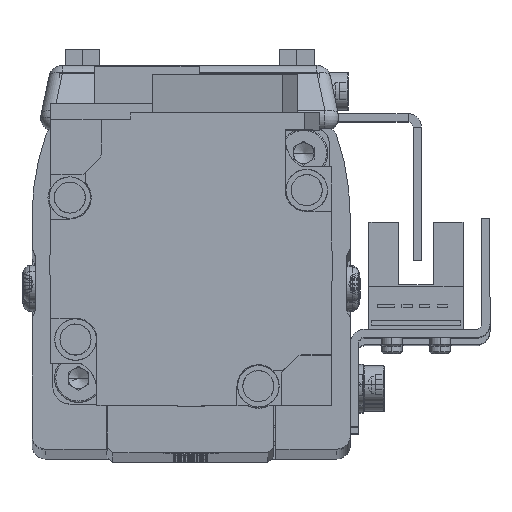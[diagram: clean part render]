
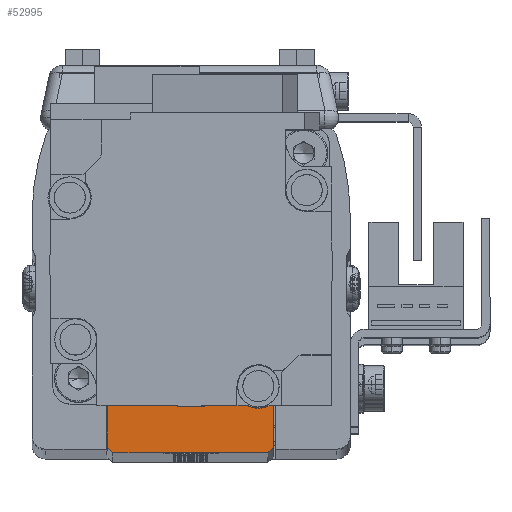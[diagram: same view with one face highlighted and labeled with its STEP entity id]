
A CAD part, top view. The second image highlights one B-rep face of the part: STEP entity #52995.
In plain terms, the highlighted planar face has unit normal (0, 0, 1).
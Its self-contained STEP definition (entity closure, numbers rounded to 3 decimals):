
#569 = ORIENTED_EDGE ( 'NONE', *, *, #42400, .T. ) ;
#2760 = DIRECTION ( 'NONE',  ( 0., 0., 1. ) ) ;
#3213 = CARTESIAN_POINT ( 'NONE',  ( 11.893, 4.907, 0. ) ) ;
#4340 = CARTESIAN_POINT ( 'NONE',  ( -12.107, -2.793, 0. ) ) ;
#5358 = EDGE_CURVE ( 'NONE', #65673, #59969, #24228, .T. ) ;
#6550 = LINE ( 'NONE', #3213, #61021 ) ;
#9486 = VECTOR ( 'NONE', #25086, 1000. ) ;
#10137 = VECTOR ( 'NONE', #54147, 1000. ) ;
#10679 = VECTOR ( 'NONE', #13527, 1000. ) ;
#12532 = ORIENTED_EDGE ( 'NONE', *, *, #15395, .T. ) ;
#12617 = VERTEX_POINT ( 'NONE', #38954 ) ;
#13510 = CARTESIAN_POINT ( 'NONE',  ( -12.107, 4.907, 0. ) ) ;
#13527 = DIRECTION ( 'NONE',  ( 0., -1., 0. ) ) ;
#15395 = EDGE_CURVE ( 'NONE', #59969, #12617, #67791, .T. ) ;
#17887 = ORIENTED_EDGE ( 'NONE', *, *, #5358, .T. ) ;
#18293 = VERTEX_POINT ( 'NONE', #4340 ) ;
#18409 = PLANE ( 'NONE',  #42776 ) ;
#20282 = DIRECTION ( 'NONE',  ( 0.707, -0.707, 0. ) ) ;
#22090 = CARTESIAN_POINT ( 'NONE',  ( -11.307, -3.593, 0. ) ) ;
#22237 = CARTESIAN_POINT ( 'NONE',  ( 11.093, -3.593, 0. ) ) ;
#24228 = LINE ( 'NONE', #22237, #10137 ) ;
#24773 = LINE ( 'NONE', #34619, #10679 ) ;
#25086 = DIRECTION ( 'NONE',  ( 1., 0., 0. ) ) ;
#26268 = ORIENTED_EDGE ( 'NONE', *, *, #29562, .T. ) ;
#29562 = EDGE_CURVE ( 'NONE', #12617, #42272, #6550, .T. ) ;
#29762 = EDGE_LOOP ( 'NONE', ( #42889, #34864, #569, #17887, #12532, #26268 ) ) ;
#34061 = CARTESIAN_POINT ( 'NONE',  ( 11.893, -2.793, 0. ) ) ;
#34619 = CARTESIAN_POINT ( 'NONE',  ( -12.107, -2.793, 0. ) ) ;
#34864 = ORIENTED_EDGE ( 'NONE', *, *, #41926, .T. ) ;
#37532 = CARTESIAN_POINT ( 'NONE',  ( 11.893, -2.793, 0. ) ) ;
#38954 = CARTESIAN_POINT ( 'NONE',  ( 11.893, 4.907, 0. ) ) ;
#39002 = EDGE_CURVE ( 'NONE', #42272, #18293, #24773, .T. ) ;
#39725 = DIRECTION ( 'NONE',  ( 1., 0., 0. ) ) ;
#39787 = VECTOR ( 'NONE', #44636, 1000. ) ;
#40161 = DIRECTION ( 'NONE',  ( -1., 0., 0. ) ) ;
#41926 = EDGE_CURVE ( 'NONE', #18293, #68007, #43505, .T. ) ;
#42272 = VERTEX_POINT ( 'NONE', #13510 ) ;
#42302 = CARTESIAN_POINT ( 'NONE',  ( 11.093, -3.593, 0. ) ) ;
#42400 = EDGE_CURVE ( 'NONE', #68007, #65673, #50053, .T. ) ;
#42776 = AXIS2_PLACEMENT_3D ( 'NONE', #60672, #2760, #39725 ) ;
#42889 = ORIENTED_EDGE ( 'NONE', *, *, #39002, .T. ) ;
#43505 = LINE ( 'NONE', #51946, #55893 ) ;
#44636 = DIRECTION ( 'NONE',  ( 0., 1., 0. ) ) ;
#50053 = LINE ( 'NONE', #61980, #9486 ) ;
#51051 = FACE_OUTER_BOUND ( 'NONE', #29762, .T. ) ;
#51946 = CARTESIAN_POINT ( 'NONE',  ( -11.307, -3.593, 0. ) ) ;
#52995 = ADVANCED_FACE ( 'NONE', ( #51051 ), #18409, .T. ) ;
#54147 = DIRECTION ( 'NONE',  ( 0.707, 0.707, 0. ) ) ;
#55893 = VECTOR ( 'NONE', #20282, 1000. ) ;
#59969 = VERTEX_POINT ( 'NONE', #37532 ) ;
#60672 = CARTESIAN_POINT ( 'NONE',  ( -12.107, 4.907, 0. ) ) ;
#61021 = VECTOR ( 'NONE', #40161, 1000. ) ;
#61980 = CARTESIAN_POINT ( 'NONE',  ( 11.093, -3.593, 0. ) ) ;
#65673 = VERTEX_POINT ( 'NONE', #42302 ) ;
#67791 = LINE ( 'NONE', #34061, #39787 ) ;
#68007 = VERTEX_POINT ( 'NONE', #22090 ) ;
